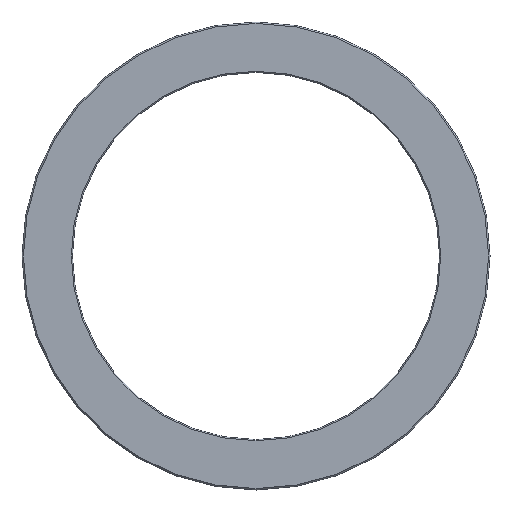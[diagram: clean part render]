
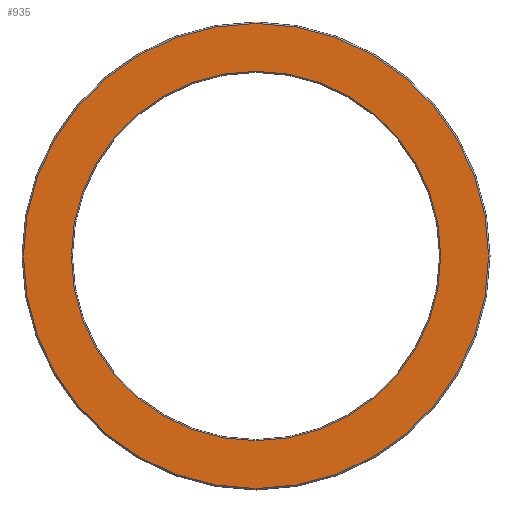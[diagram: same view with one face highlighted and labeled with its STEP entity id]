
A CAD part, front view. The second image highlights one B-rep face of the part: STEP entity #935.
In plain terms, the highlighted planar face has unit normal (0, -1, 0).
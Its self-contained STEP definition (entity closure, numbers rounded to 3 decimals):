
#133 = EDGE_LOOP ( 'NONE', ( #211, #178 ) ) ;
#158 = EDGE_LOOP ( 'NONE', ( #215, #188 ) ) ;
#178 = ORIENTED_EDGE ( 'NONE', *, *, #831, .T. ) ;
#188 = ORIENTED_EDGE ( 'NONE', *, *, #836, .T. ) ;
#211 = ORIENTED_EDGE ( 'NONE', *, *, #850, .T. ) ;
#215 = ORIENTED_EDGE ( 'NONE', *, *, #827, .T. ) ;
#269 = CIRCLE ( 'NONE', #274, 64.6 ) ;
#274 = AXIS2_PLACEMENT_3D ( 'NONE', #451, #452, #453 ) ;
#279 = CIRCLE ( 'NONE', #282, 51.3 ) ;
#282 = AXIS2_PLACEMENT_3D ( 'NONE', #464, #465, #466 ) ;
#288 = CIRCLE ( 'NONE', #291, 64.6 ) ;
#291 = AXIS2_PLACEMENT_3D ( 'NONE', #480, #481, #482 ) ;
#301 = AXIS2_PLACEMENT_3D ( 'NONE', #541, #542, #543 ) ;
#307 = CIRCLE ( 'NONE', #301, 51.3 ) ;
#362 = AXIS2_PLACEMENT_3D ( 'NONE', #751, #749, #757 ) ;
#451 = CARTESIAN_POINT ( 'NONE',  ( 0., 0., 0. ) ) ;
#452 = DIRECTION ( 'NONE',  ( 0., -1., 0. ) ) ;
#453 = DIRECTION ( 'NONE',  ( 0., 0., -1. ) ) ;
#464 = CARTESIAN_POINT ( 'NONE',  ( 0., 0., 0. ) ) ;
#465 = DIRECTION ( 'NONE',  ( 0., 1., 0. ) ) ;
#466 = DIRECTION ( 'NONE',  ( 0., 0., -1. ) ) ;
#480 = CARTESIAN_POINT ( 'NONE',  ( 0., 0., 0. ) ) ;
#481 = DIRECTION ( 'NONE',  ( 0., -1., 0. ) ) ;
#482 = DIRECTION ( 'NONE',  ( 0., 0., -1. ) ) ;
#541 = CARTESIAN_POINT ( 'NONE',  ( 0., 0., 0. ) ) ;
#542 = DIRECTION ( 'NONE',  ( 0., 1., 0. ) ) ;
#543 = DIRECTION ( 'NONE',  ( 0., 0., -1. ) ) ;
#684 = CARTESIAN_POINT ( 'NONE',  ( 0., 0., 64.6 ) ) ;
#686 = CARTESIAN_POINT ( 'NONE',  ( 0., 0., -64.6 ) ) ;
#694 = CARTESIAN_POINT ( 'NONE',  ( 0., 0., -51.3 ) ) ;
#700 = CARTESIAN_POINT ( 'NONE',  ( 0., 0., 51.3 ) ) ;
#749 = DIRECTION ( 'NONE',  ( 0., -1., 0. ) ) ;
#751 = CARTESIAN_POINT ( 'NONE',  ( -51., 0., 0. ) ) ;
#752 = FACE_BOUND ( 'NONE', #133, .T. ) ;
#754 = FACE_OUTER_BOUND ( 'NONE', #158, .T. ) ;
#755 = PLANE ( 'NONE',  #362 ) ;
#757 = DIRECTION ( 'NONE',  ( 0., 0., -1. ) ) ;
#827 = EDGE_CURVE ( 'NONE', #905, #907, #269, .T. ) ;
#831 = EDGE_CURVE ( 'NONE', #921, #915, #279, .T. ) ;
#836 = EDGE_CURVE ( 'NONE', #907, #905, #288, .T. ) ;
#850 = EDGE_CURVE ( 'NONE', #915, #921, #307, .T. ) ;
#905 = VERTEX_POINT ( 'NONE', #684 ) ;
#907 = VERTEX_POINT ( 'NONE', #686 ) ;
#915 = VERTEX_POINT ( 'NONE', #694 ) ;
#921 = VERTEX_POINT ( 'NONE', #700 ) ;
#935 = ADVANCED_FACE ( 'NONE', ( #752, #754 ), #755, .T. ) ;
